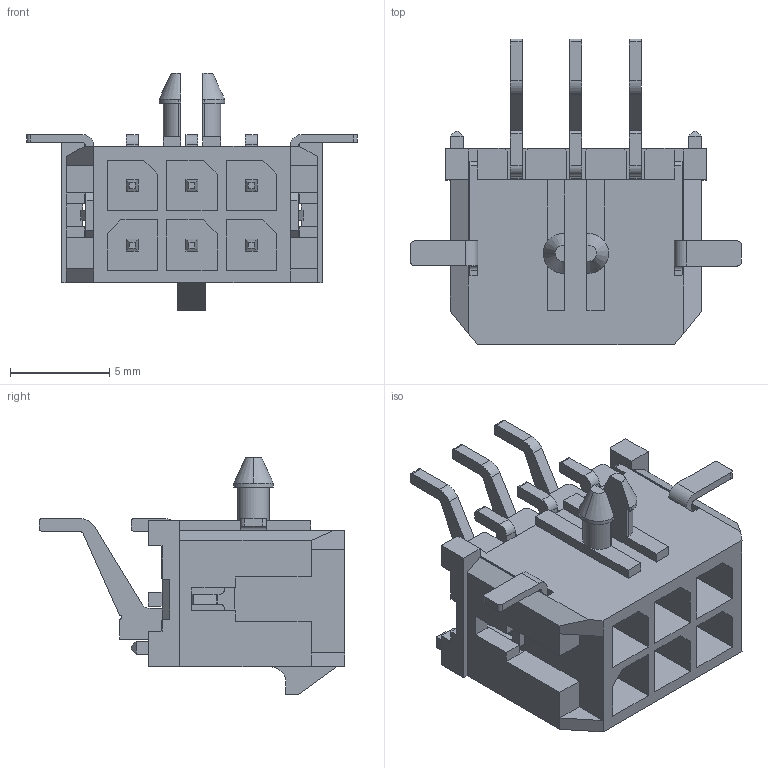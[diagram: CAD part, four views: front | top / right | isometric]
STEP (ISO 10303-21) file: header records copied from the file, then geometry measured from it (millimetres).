
FILE_DESCRIPTION( ('This file contains a STEP AP42 implementation' ,'as created by ZW3D STEP Interface translator.') ,'2;1' );
FILE_NAME( 'WF3001-2WZXXB03.stp' ,'231016.152057', (''), ('ZWCAD Software Co.'), 'Version 1.0', 'ZW3D to STEP translator', '' );
FILE_SCHEMA(('AUTOMOTIVE_DESIGN { 1 0 10303 214 1 1 1 1 }'));
Length unit declared in the file: millimetre
Products named in the file (2): 0; WF3001-2WZXXB03
Bounding box: 16.65 x 15.4 x 11.95 mm (x, y, z)
Volume: 531.5 mm3; surface area: 1445 mm2
Topology: 1 solids, 1 shells, 664 faces, 1861 edges, 1210 vertices
Faces by surface type: plane 526, cylinder 135, cone 3
Entity records: 21842 total; most frequent: CARTESIAN_POINT 3754, ORIENTED_EDGE 3726, DIRECTION 3483, EDGE_CURVE 1861, VECTOR 1561, LINE 1561, VERTEX_POINT 1210, AXIS2_PLACEMENT_3D 961
